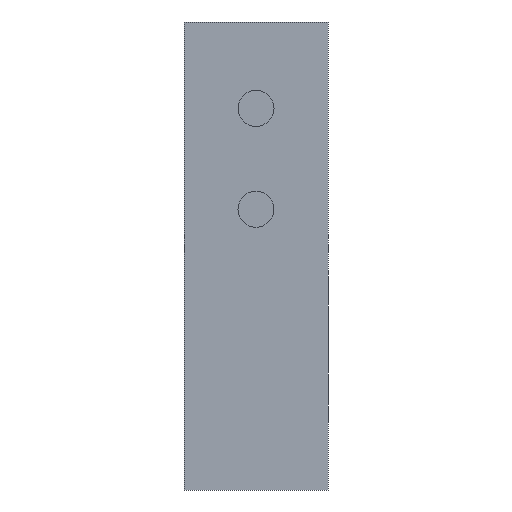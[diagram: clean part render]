
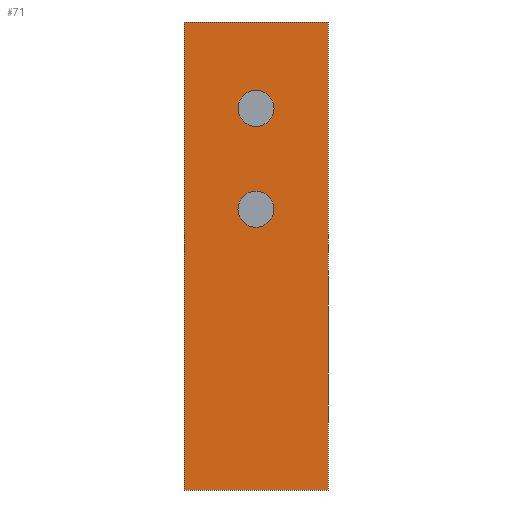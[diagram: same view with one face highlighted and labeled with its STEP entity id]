
A CAD part, front view. The second image highlights one B-rep face of the part: STEP entity #71.
In plain terms, the highlighted planar face has unit normal (0, -1, 0).
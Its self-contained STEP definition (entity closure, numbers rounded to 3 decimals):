
#40=FACE_BOUND('',#103,.T.);
#41=FACE_BOUND('',#104,.T.);
#42=FACE_BOUND('',#105,.T.);
#57=CIRCLE('',#264,0.25);
#58=CIRCLE('',#265,0.25);
#71=ADVANCED_FACE('',(#40,#41,#42),#86,.F.);
#86=PLANE('',#266);
#103=EDGE_LOOP('',(#132));
#104=EDGE_LOOP('',(#133));
#105=EDGE_LOOP('',(#134,#135,#136,#137));
#132=ORIENTED_EDGE('',*,*,#209,.F.);
#133=ORIENTED_EDGE('',*,*,#210,.F.);
#134=ORIENTED_EDGE('',*,*,#211,.T.);
#135=ORIENTED_EDGE('',*,*,#212,.F.);
#136=ORIENTED_EDGE('',*,*,#213,.F.);
#137=ORIENTED_EDGE('',*,*,#205,.T.);
#184=VERTEX_POINT('',#367);
#185=VERTEX_POINT('',#369);
#188=VERTEX_POINT('',#377);
#189=VERTEX_POINT('',#379);
#190=VERTEX_POINT('',#381);
#191=VERTEX_POINT('',#383);
#205=EDGE_CURVE('',#185,#184,#233,.T.);
#209=EDGE_CURVE('',#188,#188,#57,.T.);
#210=EDGE_CURVE('',#189,#189,#58,.T.);
#211=EDGE_CURVE('',#184,#190,#237,.T.);
#212=EDGE_CURVE('',#191,#190,#238,.T.);
#213=EDGE_CURVE('',#185,#191,#239,.T.);
#233=LINE('',#368,#248);
#237=LINE('',#380,#252);
#238=LINE('',#382,#253);
#239=LINE('',#384,#254);
#248=VECTOR('',#294,1.);
#252=VECTOR('',#304,1.);
#253=VECTOR('',#305,1.);
#254=VECTOR('',#306,1.);
#264=AXIS2_PLACEMENT_3D('',#376,#300,#301);
#265=AXIS2_PLACEMENT_3D('',#378,#302,#303);
#266=AXIS2_PLACEMENT_3D('',#385,#307,#308);
#294=DIRECTION('',(-1.,0.,0.));
#300=DIRECTION('',(0.,-1.,0.));
#301=DIRECTION('',(1.,0.,0.));
#302=DIRECTION('',(0.,-1.,0.));
#303=DIRECTION('',(1.,0.,0.));
#304=DIRECTION('',(0.,0.,-1.));
#305=DIRECTION('',(-1.,0.,0.));
#306=DIRECTION('',(0.,0.,-1.));
#307=DIRECTION('',(0.,1.,0.));
#308=DIRECTION('',(0.,0.,1.));
#367=CARTESIAN_POINT('',(0.,0.,6.5));
#368=CARTESIAN_POINT('',(2.,0.,6.5));
#369=CARTESIAN_POINT('',(2.,0.,6.5));
#376=CARTESIAN_POINT('',(1.,0.,3.9));
#377=CARTESIAN_POINT('',(1.25,0.,3.9));
#378=CARTESIAN_POINT('',(1.,0.,5.3));
#379=CARTESIAN_POINT('',(1.25,0.,5.3));
#380=CARTESIAN_POINT('',(0.,0.,6.5));
#381=CARTESIAN_POINT('',(0.,0.,0.));
#382=CARTESIAN_POINT('',(2.,0.,0.));
#383=CARTESIAN_POINT('',(2.,0.,0.));
#384=CARTESIAN_POINT('',(2.,0.,6.5));
#385=CARTESIAN_POINT('',(2.,0.,6.5));
